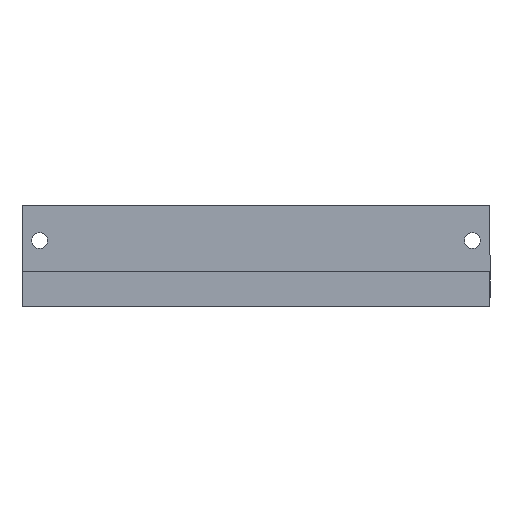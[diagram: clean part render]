
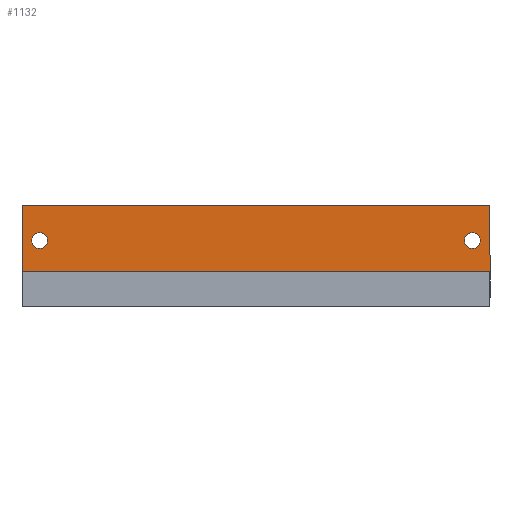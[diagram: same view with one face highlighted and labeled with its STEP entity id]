
A CAD part, front view. The second image highlights one B-rep face of the part: STEP entity #1132.
In plain terms, the highlighted planar face has unit normal (0, -1, 0).
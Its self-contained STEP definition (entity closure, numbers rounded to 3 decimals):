
#28 = DIRECTION ( 'NONE',  ( 0., 0., -1. ) ) ;
#61 = ORIENTED_EDGE ( 'NONE', *, *, #584, .T. ) ;
#76 = VERTEX_POINT ( 'NONE', #2458 ) ;
#135 = CARTESIAN_POINT ( 'NONE',  ( -112.352, 571., 5.8 ) ) ;
#225 = EDGE_LOOP ( 'NONE', ( #2514, #2581 ) ) ;
#320 = DIRECTION ( 'NONE',  ( 0., 0., -1. ) ) ;
#325 = CIRCLE ( 'NONE', #2132, 1.8 ) ;
#334 = AXIS2_PLACEMENT_3D ( 'NONE', #1384, #2096, #1162 ) ;
#370 = CARTESIAN_POINT ( 'NONE',  ( -119.352, 571., -98. ) ) ;
#424 = DIRECTION ( 'NONE',  ( 0., 1., 0. ) ) ;
#441 = CARTESIAN_POINT ( 'NONE',  ( -112.352, 571., 4. ) ) ;
#446 = DIRECTION ( 'NONE',  ( 0., 0., 1. ) ) ;
#457 = DIRECTION ( 'NONE',  ( 0., 1., 0. ) ) ;
#521 = VERTEX_POINT ( 'NONE', #2760 ) ;
#584 = EDGE_CURVE ( 'NONE', #1332, #1153, #888, .T. ) ;
#653 = ORIENTED_EDGE ( 'NONE', *, *, #1285, .F. ) ;
#686 = CARTESIAN_POINT ( 'NONE',  ( -104.352, 571., -98. ) ) ;
#693 = CARTESIAN_POINT ( 'NONE',  ( -112.352, 571., 4. ) ) ;
#732 = FACE_BOUND ( 'NONE', #225, .T. ) ;
#826 = VECTOR ( 'NONE', #28, 1000. ) ;
#888 = LINE ( 'NONE', #370, #2440 ) ;
#959 = EDGE_CURVE ( 'NONE', #2038, #2779, #1557, .T. ) ;
#1132 = ADVANCED_FACE ( 'NONE', ( #732, #2481, #2254 ), #2601, .F. ) ;
#1141 = CARTESIAN_POINT ( 'NONE',  ( -112.352, 571., -94. ) ) ;
#1153 = VERTEX_POINT ( 'NONE', #686 ) ;
#1162 = DIRECTION ( 'NONE',  ( 0., 0., 1. ) ) ;
#1189 = DIRECTION ( 'NONE',  ( 0., 1., 0. ) ) ;
#1214 = LINE ( 'NONE', #1300, #2462 ) ;
#1234 = CARTESIAN_POINT ( 'NONE',  ( -112.352, 571., 2.2 ) ) ;
#1285 = EDGE_CURVE ( 'NONE', #2732, #1153, #1458, .T. ) ;
#1300 = CARTESIAN_POINT ( 'NONE',  ( -119.352, 571., 8. ) ) ;
#1324 = DIRECTION ( 'NONE',  ( 1., 0., 0. ) ) ;
#1332 = VERTEX_POINT ( 'NONE', #2632 ) ;
#1335 = DIRECTION ( 'NONE',  ( 1., 0., 0. ) ) ;
#1384 = CARTESIAN_POINT ( 'NONE',  ( -112.352, 571., -94. ) ) ;
#1419 = AXIS2_PLACEMENT_3D ( 'NONE', #693, #1189, #2866 ) ;
#1448 = CARTESIAN_POINT ( 'NONE',  ( -104.352, 571., 8. ) ) ;
#1458 = LINE ( 'NONE', #1448, #826 ) ;
#1538 = CARTESIAN_POINT ( 'NONE',  ( -104.352, 571., 8. ) ) ;
#1557 = CIRCLE ( 'NONE', #2850, 1.8 ) ;
#1640 = DIRECTION ( 'NONE',  ( 0., 1., 0. ) ) ;
#1645 = CARTESIAN_POINT ( 'NONE',  ( -119.352, 571., 8. ) ) ;
#1660 = EDGE_CURVE ( 'NONE', #2779, #2038, #2997, .T. ) ;
#1677 = ORIENTED_EDGE ( 'NONE', *, *, #959, .T. ) ;
#1935 = VERTEX_POINT ( 'NONE', #1979 ) ;
#1979 = CARTESIAN_POINT ( 'NONE',  ( -112.352, 571., -95.8 ) ) ;
#2020 = CARTESIAN_POINT ( 'NONE',  ( -119.352, 571., 8. ) ) ;
#2038 = VERTEX_POINT ( 'NONE', #135 ) ;
#2040 = EDGE_CURVE ( 'NONE', #521, #2732, #2178, .T. ) ;
#2096 = DIRECTION ( 'NONE',  ( 0., 1., 0. ) ) ;
#2114 = ORIENTED_EDGE ( 'NONE', *, *, #1660, .T. ) ;
#2126 = DIRECTION ( 'NONE',  ( 0., 0., 1. ) ) ;
#2132 = AXIS2_PLACEMENT_3D ( 'NONE', #1141, #424, #2332 ) ;
#2178 = LINE ( 'NONE', #2020, #2860 ) ;
#2254 = FACE_OUTER_BOUND ( 'NONE', #3036, .T. ) ;
#2305 = ORIENTED_EDGE ( 'NONE', *, *, #2647, .T. ) ;
#2332 = DIRECTION ( 'NONE',  ( 0., 0., 1. ) ) ;
#2398 = ORIENTED_EDGE ( 'NONE', *, *, #2040, .F. ) ;
#2440 = VECTOR ( 'NONE', #1335, 1000. ) ;
#2458 = CARTESIAN_POINT ( 'NONE',  ( -112.352, 571., -92.2 ) ) ;
#2462 = VECTOR ( 'NONE', #320, 1000. ) ;
#2463 = CIRCLE ( 'NONE', #334, 1.8 ) ;
#2481 = FACE_BOUND ( 'NONE', #3016, .T. ) ;
#2493 = EDGE_CURVE ( 'NONE', #1935, #76, #2463, .T. ) ;
#2514 = ORIENTED_EDGE ( 'NONE', *, *, #3026, .T. ) ;
#2581 = ORIENTED_EDGE ( 'NONE', *, *, #2493, .T. ) ;
#2601 = PLANE ( 'NONE',  #3013 ) ;
#2632 = CARTESIAN_POINT ( 'NONE',  ( -119.352, 571., -98. ) ) ;
#2647 = EDGE_CURVE ( 'NONE', #521, #1332, #1214, .T. ) ;
#2732 = VERTEX_POINT ( 'NONE', #1538 ) ;
#2760 = CARTESIAN_POINT ( 'NONE',  ( -119.352, 571., 8. ) ) ;
#2779 = VERTEX_POINT ( 'NONE', #1234 ) ;
#2850 = AXIS2_PLACEMENT_3D ( 'NONE', #441, #1640, #2126 ) ;
#2860 = VECTOR ( 'NONE', #1324, 1000. ) ;
#2866 = DIRECTION ( 'NONE',  ( 0., 0., 1. ) ) ;
#2997 = CIRCLE ( 'NONE', #1419, 1.8 ) ;
#3013 = AXIS2_PLACEMENT_3D ( 'NONE', #1645, #457, #446 ) ;
#3016 = EDGE_LOOP ( 'NONE', ( #1677, #2114 ) ) ;
#3026 = EDGE_CURVE ( 'NONE', #76, #1935, #325, .T. ) ;
#3036 = EDGE_LOOP ( 'NONE', ( #61, #653, #2398, #2305 ) ) ;
